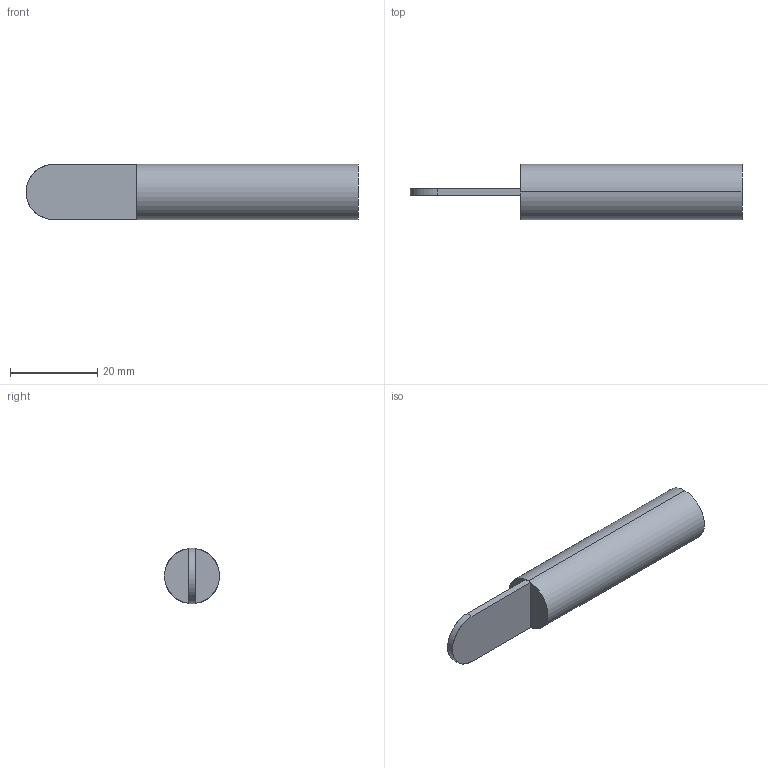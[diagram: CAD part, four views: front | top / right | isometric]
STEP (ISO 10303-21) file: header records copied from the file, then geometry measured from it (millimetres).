
FILE_DESCRIPTION((''),'1');
FILE_NAME('Wisp.stp', '2020-09-01T16:25:13',(''), (''), 'KCM Version 1.1.0.0', 'KeyCreator', '');
FILE_SCHEMA(('AUTOMOTIVE_DESIGN'));
Length unit declared in the file: centimetre
Bounding box: 76.2 x 12.7 x 12.7 mm (x, y, z)
Surface area: 2962.2 mm2 (no closed solid volume)
Topology: 0 solids, 15 shells, 15 faces, 49 edges, 49 vertices
Faces by surface type: plane 11, cylinder 4
Entity records: 702 total; most frequent: CARTESIAN_POINT 114, DIRECTION 98, VERTEX_POINT 49, EDGE_CURVE 49, ORIENTED_EDGE 49, AXIS2_PLACEMENT_3D 33, VECTOR 32, LINE 32
